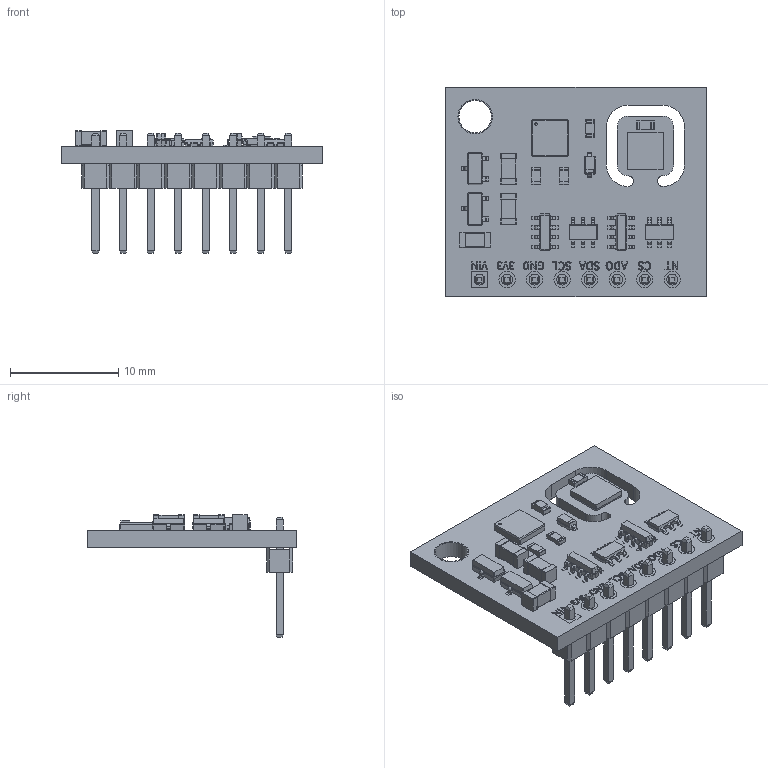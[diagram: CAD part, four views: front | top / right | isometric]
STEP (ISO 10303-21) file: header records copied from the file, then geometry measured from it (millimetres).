
FILE_DESCRIPTION(/* description */ ('STEP AP242'),/* implementation_level */ '2;1');
FILE_NAME(/* name */ 'Ens160+AHT21.step',/* time_stamp */ '2025-11-17T13:42:11+03:00',/* author */ (''),/* organization */ (''),/* preprocessor_version */ 'ST-DEVELOPER v20.1',/* originating_system */ 'Autodesk Translation Framework v14.21.0.0',/* authorisation */ '');
FILE_SCHEMA (('AUTOMOTIVE_DESIGN { 1 0 10303 214 3 1 1 }'));
Length unit declared in the file: millimetre
Products named in the file (28): Ens160+AHT21 CC811; Part 18; Part 19; ENS160-1; Part 20; 1-1; Part 21; 1-1_1; Part 22; 1-1_2; Part 23; 2-1; 2-1_1; Part 24; Part 25; 3-1; 3-1_1; 3-1_2; 9-1; 5-1; 8-1; 4-1; 8-1_1; 9-1_1; 6-1; 7-1; 8x_Male_Pin_2.54_mm; 1_Male_Pin_2.54_mm
Assembly tree (34 placements, depth 3):
  Ens160+AHT21 CC811
    Part 18
    Part 19
    ENS160-1
    Part 20
    1-1
    Part 21
    1-1_1
    Part 22
    1-1_2
    Part 23
    2-1
    2-1_1
    Part 24
    Part 25
    3-1
    3-1_1
    3-1_2
    9-1
    5-1
    8-1
    4-1
    8-1_1
    9-1_1
    6-1
    7-1
    8x_Male_Pin_2.54_mm
      1_Male_Pin_2.54_mm  x8
Bounding box: 24 x 19.3 x 11.34 mm (x, y, z)
Volume: 876.2 mm3; surface area: 1859.9 mm2
Topology: 33 solids, 33 shells, 1597 faces, 4008 edges, 2532 vertices
Faces by surface type: plane 1234, cylinder 291, bspline 72
Full cylindrical faces by diameter (mm): 0.25 x2, 1 x16, 1.5 x7, 3 x1, 3.175 x1
Entity records: 43055 total; most frequent: CARTESIAN_POINT 8099, ORIENTED_EDGE 7008, DIRECTION 6668, EDGE_CURVE 3504, LINE 2778, VECTOR 2778, VERTEX_POINT 2224, AXIS2_PLACEMENT_3D 1945
